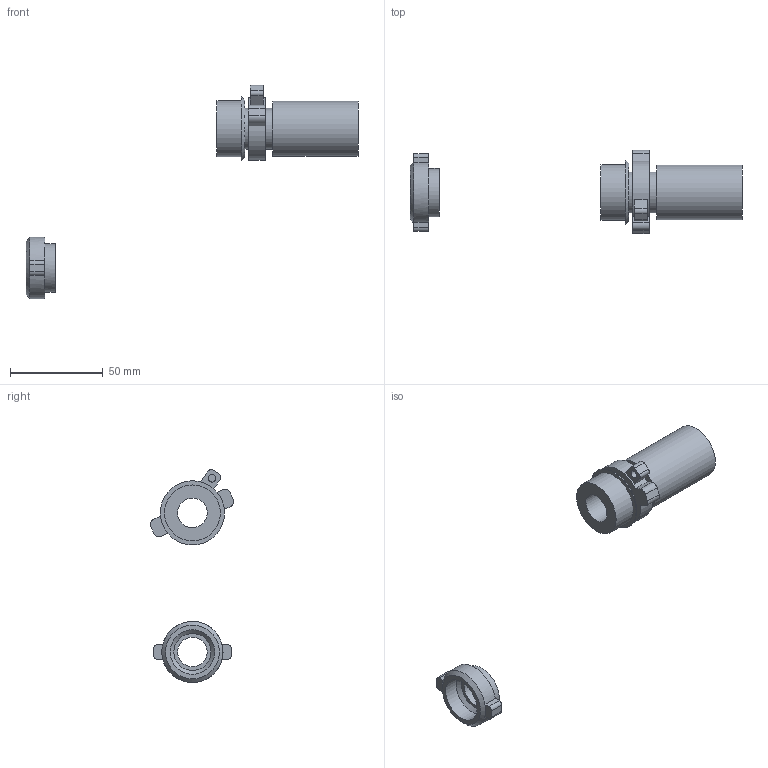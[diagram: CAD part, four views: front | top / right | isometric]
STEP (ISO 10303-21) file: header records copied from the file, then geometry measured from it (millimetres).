
FILE_DESCRIPTION(/* description */ (''),/* implementation_level */ '2;1');
FILE_NAME(/* name */ 'NozzleAdapter.stp',/* time_stamp */ '2025-01-09T05:27:47+08:00',/* author */ (''),/* organization */ (''),/* preprocessor_version */ 'ST-DEVELOPER v15.2',/* originating_system */ 'Autodesk Translator Framework v2.0.0.5431',/* authorisation */ '');
FILE_SCHEMA (('AUTOMOTIVE_DESIGN { 1 0 10303 214 3 1 1 }'));
Length unit declared in the file: centimetre
Products named in the file (1): Adapter
Bounding box: 178.95 x 44.84 x 114.93 mm (x, y, z)
Volume: 45408.3 mm3; surface area: 18681.7 mm2
Topology: 2 solids, 2 shells, 62 faces, 159 edges, 105 vertices
Faces by surface type: plane 34, cylinder 25, cone 3
Full cylindrical faces by diameter (mm): 3 x2, 4.1 x1, 15.9 x1, 16 x1, 22 x2, 24 x1, 26.1 x1, 29.54 x1, 30.1 x1, 33 x1, 34.6 x1
Entity records: 1828 total; most frequent: CARTESIAN_POINT 411, DIRECTION 304, ORIENTED_EDGE 250, EDGE_CURVE 125, AXIS2_PLACEMENT_3D 120, EDGE_LOOP 94, VERTEX_POINT 91, LINE 64
